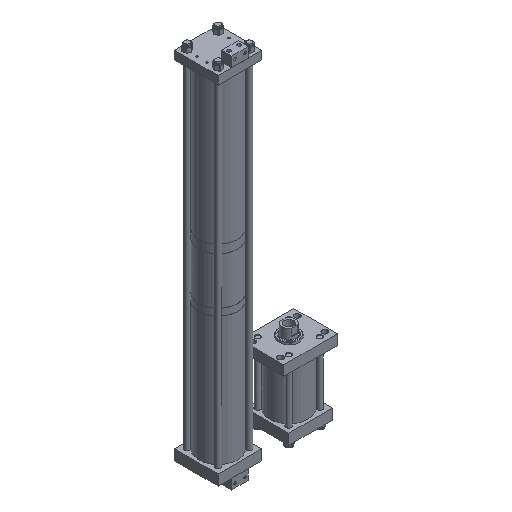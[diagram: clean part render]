
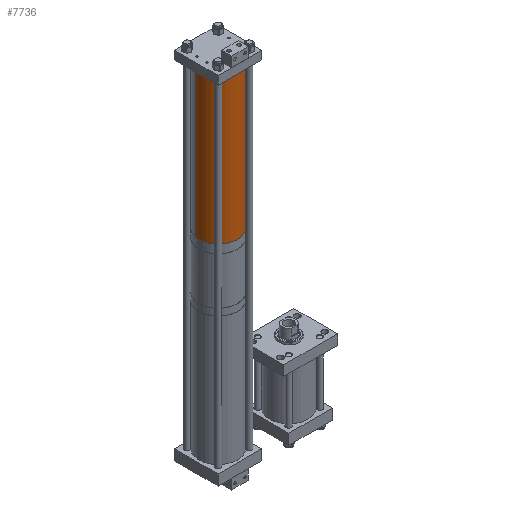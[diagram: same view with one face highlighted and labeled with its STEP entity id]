
A CAD part, isometric view. The second image highlights one B-rep face of the part: STEP entity #7736.
In plain terms, the highlighted cylindrical face has radius 73.025 mm (diameter 146.05 mm), a partial arc.
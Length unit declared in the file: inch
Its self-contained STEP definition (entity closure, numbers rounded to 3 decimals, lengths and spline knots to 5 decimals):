
#226 = DIRECTION ( 'NONE',  ( 1., 0., 0. ) ) ;
#376 = CARTESIAN_POINT ( 'NONE',  ( 0., 0., 21.688 ) ) ;
#1001 = DIRECTION ( 'NONE',  ( 0., 0., -1. ) ) ;
#1278 = EDGE_CURVE ( 'NONE', #15309, #7520, #3422, .T. ) ;
#2646 = DIRECTION ( 'NONE',  ( 0., 0., -1. ) ) ;
#2663 = AXIS2_PLACEMENT_3D ( 'NONE', #3816, #12279, #226 ) ;
#2741 = EDGE_CURVE ( 'NONE', #5114, #15309, #9388, .T. ) ;
#3291 = LINE ( 'NONE', #14697, #4785 ) ;
#3422 = LINE ( 'NONE', #12905, #12301 ) ;
#3717 = DIRECTION ( 'NONE',  ( 1., 0., 0. ) ) ;
#3816 = CARTESIAN_POINT ( 'NONE',  ( 0., 0., 21.688 ) ) ;
#4785 = VECTOR ( 'NONE', #2646, 39.37008 ) ;
#4792 = CARTESIAN_POINT ( 'NONE',  ( -2.875, 0., 0. ) ) ;
#5013 = AXIS2_PLACEMENT_3D ( 'NONE', #376, #14828, #5226 ) ;
#5114 = VERTEX_POINT ( 'NONE', #14526 ) ;
#5226 = DIRECTION ( 'NONE',  ( -1., 0., 0. ) ) ;
#6081 = FACE_OUTER_BOUND ( 'NONE', #6726, .T. ) ;
#6726 = EDGE_LOOP ( 'NONE', ( #15065, #10017, #14498, #8193 ) ) ;
#7055 = EDGE_CURVE ( 'NONE', #8553, #7520, #15586, .T. ) ;
#7520 = VERTEX_POINT ( 'NONE', #12113 ) ;
#7736 = ADVANCED_FACE ( 'NONE', ( #6081 ), #8505, .T. ) ;
#8193 = ORIENTED_EDGE ( 'NONE', *, *, #7055, .T. ) ;
#8505 = CYLINDRICAL_SURFACE ( 'NONE', #5013, 2.875 ) ;
#8553 = VERTEX_POINT ( 'NONE', #4792 ) ;
#9388 = CIRCLE ( 'NONE', #2663, 2.875 ) ;
#10017 = ORIENTED_EDGE ( 'NONE', *, *, #2741, .F. ) ;
#10931 = CARTESIAN_POINT ( 'NONE',  ( 0., 0., 0. ) ) ;
#10994 = DIRECTION ( 'NONE',  ( 0., 0., 1. ) ) ;
#12113 = CARTESIAN_POINT ( 'NONE',  ( 2.875, 0., 0. ) ) ;
#12279 = DIRECTION ( 'NONE',  ( 0., 0., 1. ) ) ;
#12301 = VECTOR ( 'NONE', #1001, 39.37008 ) ;
#12905 = CARTESIAN_POINT ( 'NONE',  ( 2.875, 0., 21.688 ) ) ;
#14498 = ORIENTED_EDGE ( 'NONE', *, *, #14683, .T. ) ;
#14526 = CARTESIAN_POINT ( 'NONE',  ( -2.875, 0., 21.688 ) ) ;
#14683 = EDGE_CURVE ( 'NONE', #5114, #8553, #3291, .T. ) ;
#14697 = CARTESIAN_POINT ( 'NONE',  ( -2.875, 0., 21.688 ) ) ;
#14828 = DIRECTION ( 'NONE',  ( 0., 0., -1. ) ) ;
#15009 = AXIS2_PLACEMENT_3D ( 'NONE', #10931, #10994, #3717 ) ;
#15065 = ORIENTED_EDGE ( 'NONE', *, *, #1278, .F. ) ;
#15309 = VERTEX_POINT ( 'NONE', #15495 ) ;
#15495 = CARTESIAN_POINT ( 'NONE',  ( 2.875, 0., 21.688 ) ) ;
#15586 = CIRCLE ( 'NONE', #15009, 2.875 ) ;
